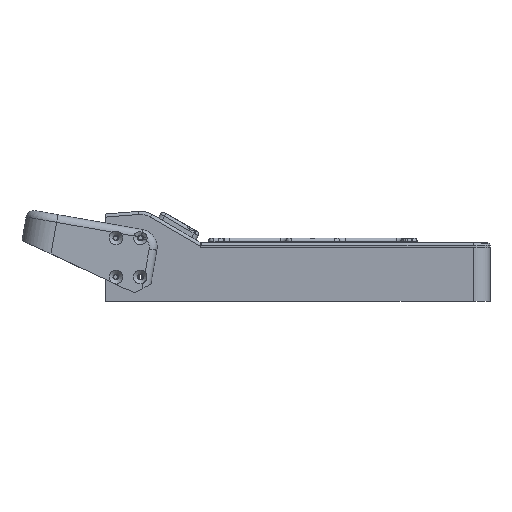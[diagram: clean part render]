
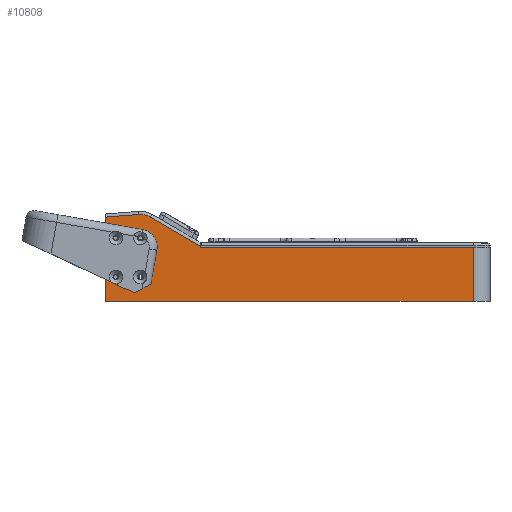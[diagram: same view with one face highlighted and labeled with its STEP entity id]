
A CAD part, left-side view. The second image highlights one B-rep face of the part: STEP entity #10808.
In plain terms, the highlighted planar face has unit normal (-0.996, 0.087, 0).
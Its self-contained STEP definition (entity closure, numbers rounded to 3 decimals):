
#363=FACE_BOUND('',#2164,.T.);
#364=FACE_BOUND('',#2165,.T.);
#365=FACE_BOUND('',#2166,.T.);
#366=FACE_BOUND('',#2167,.T.);
#419=ELLIPSE('',#11836,1.405,1.4);
#420=ELLIPSE('',#11839,1.405,1.4);
#421=ELLIPSE('',#11920,1.405,1.4);
#422=ELLIPSE('',#11924,1.405,1.4);
#432=ELLIPSE('',#11958,13.05,13.);
#640=PLANE('',#11960);
#1430=FACE_OUTER_BOUND('',#2163,.T.);
#2163=EDGE_LOOP('',(#9767,#9768,#9769,#9770,#9771,#9772,#9773,#9774));
#2164=EDGE_LOOP('',(#9775));
#2165=EDGE_LOOP('',(#9776));
#2166=EDGE_LOOP('',(#9777));
#2167=EDGE_LOOP('',(#9778));
#2868=LINE('',#19300,#3698);
#2993=LINE('',#19642,#3823);
#2999=LINE('',#19658,#3829);
#3000=LINE('',#19684,#3830);
#3001=LINE('',#19687,#3831);
#3002=LINE('',#19688,#3832);
#3003=LINE('',#19689,#3833);
#3698=VECTOR('',#14587,10.);
#3823=VECTOR('',#14914,10.);
#3829=VECTOR('',#14930,10.);
#3830=VECTOR('',#14939,10.);
#3831=VECTOR('',#14942,10.);
#3832=VECTOR('',#14943,10.);
#3833=VECTOR('',#14944,10.);
#5310=VERTEX_POINT('',#19249);
#5312=VERTEX_POINT('',#19255);
#5318=VERTEX_POINT('',#19273);
#5331=VERTEX_POINT('',#19298);
#5395=VERTEX_POINT('',#19530);
#5397=VERTEX_POINT('',#19537);
#5426=VERTEX_POINT('',#19639);
#5427=VERTEX_POINT('',#19641);
#5431=VERTEX_POINT('',#19655);
#5432=VERTEX_POINT('',#19657);
#5433=VERTEX_POINT('',#19680);
#5434=VERTEX_POINT('',#19686);
#6734=EDGE_CURVE('',#5310,#5310,#419,.T.);
#6737=EDGE_CURVE('',#5312,#5312,#420,.T.);
#6759=EDGE_CURVE('',#5318,#5331,#2868,.T.);
#6874=EDGE_CURVE('',#5395,#5395,#421,.T.);
#6877=EDGE_CURVE('',#5397,#5397,#422,.T.);
#6921=EDGE_CURVE('',#5427,#5426,#2993,.T.);
#6929=EDGE_CURVE('',#5431,#5432,#2999,.T.);
#6932=EDGE_CURVE('',#5432,#5433,#432,.T.);
#6933=EDGE_CURVE('',#5433,#5426,#3000,.T.);
#6934=EDGE_CURVE('',#5434,#5331,#3001,.T.);
#6935=EDGE_CURVE('',#5427,#5434,#3002,.T.);
#6936=EDGE_CURVE('',#5318,#5431,#3003,.T.);
#9767=ORIENTED_EDGE('',*,*,#6934,.F.);
#9768=ORIENTED_EDGE('',*,*,#6935,.F.);
#9769=ORIENTED_EDGE('',*,*,#6921,.T.);
#9770=ORIENTED_EDGE('',*,*,#6933,.F.);
#9771=ORIENTED_EDGE('',*,*,#6932,.F.);
#9772=ORIENTED_EDGE('',*,*,#6929,.F.);
#9773=ORIENTED_EDGE('',*,*,#6936,.F.);
#9774=ORIENTED_EDGE('',*,*,#6759,.T.);
#9775=ORIENTED_EDGE('',*,*,#6737,.T.);
#9776=ORIENTED_EDGE('',*,*,#6734,.T.);
#9777=ORIENTED_EDGE('',*,*,#6874,.T.);
#9778=ORIENTED_EDGE('',*,*,#6877,.T.);
#10808=ADVANCED_FACE('',(#1430,#363,#364,#365,#366),#640,.F.);
#11836=AXIS2_PLACEMENT_3D('',#19250,#14544,#14545);
#11839=AXIS2_PLACEMENT_3D('',#19256,#14551,#14552);
#11920=AXIS2_PLACEMENT_3D('',#19531,#14824,#14825);
#11924=AXIS2_PLACEMENT_3D('',#19538,#14833,#14834);
#11958=AXIS2_PLACEMENT_3D('',#19682,#14935,#14936);
#11960=AXIS2_PLACEMENT_3D('',#19685,#14940,#14941);
#14544=DIRECTION('center_axis',(0.996,-0.087,0.));
#14545=DIRECTION('ref_axis',(-0.087,-0.996,0.));
#14551=DIRECTION('center_axis',(0.996,-0.087,0.));
#14552=DIRECTION('ref_axis',(-0.087,-0.996,0.));
#14587=DIRECTION('',(-0.087,-0.996,0.));
#14824=DIRECTION('center_axis',(0.996,-0.087,0.));
#14825=DIRECTION('ref_axis',(-0.087,-0.996,0.));
#14833=DIRECTION('center_axis',(0.996,-0.087,0.));
#14834=DIRECTION('ref_axis',(-0.087,-0.996,0.));
#14914=DIRECTION('',(0.,0.,1.));
#14930=DIRECTION('',(-0.087,-0.993,0.076));
#14935=DIRECTION('center_axis',(0.996,-0.087,0.));
#14936=DIRECTION('ref_axis',(-0.087,-0.996,0.));
#14939=DIRECTION('',(-0.076,-0.864,-0.499));
#14940=DIRECTION('center_axis',(0.996,-0.087,0.));
#14941=DIRECTION('ref_axis',(-0.087,-0.996,0.));
#14942=DIRECTION('',(0.,0.,-1.));
#14943=DIRECTION('',(-0.087,-0.996,0.));
#14944=DIRECTION('',(0.,0.,1.));
#19249=CARTESIAN_POINT('',(-163.067,176.4,-25.223));
#19250=CARTESIAN_POINT('Origin',(-163.189,175.,-25.223));
#19255=CARTESIAN_POINT('',(-164.45,160.585,-25.223));
#19256=CARTESIAN_POINT('Origin',(-164.573,159.185,-25.223));
#19273=CARTESIAN_POINT('',(-162.584,181.918,-41.));
#19298=CARTESIAN_POINT('',(-183.41,-56.128,-41.));
#19300=CARTESIAN_POINT('',(-175.643,32.652,-41.));
#19530=CARTESIAN_POINT('',(-163.067,176.4,0.));
#19531=CARTESIAN_POINT('Origin',(-163.189,175.,0.));
#19537=CARTESIAN_POINT('',(-164.45,160.585,0.));
#19538=CARTESIAN_POINT('Origin',(-164.573,159.185,0.));
#19639=CARTESIAN_POINT('',(-168.001,120.,-5.41));
#19641=CARTESIAN_POINT('',(-168.001,120.,-6.));
#19642=CARTESIAN_POINT('',(-168.001,120.,-11.5));
#19655=CARTESIAN_POINT('',(-162.584,181.918,13.549));
#19657=CARTESIAN_POINT('',(-164.478,160.273,15.216));
#19658=CARTESIAN_POINT('',(-169.284,105.339,19.445));
#19680=CARTESIAN_POINT('',(-165.133,152.775,13.512));
#19682=CARTESIAN_POINT('Origin',(-164.565,159.275,2.254));
#19684=CARTESIAN_POINT('',(-174.161,49.587,-46.063));
#19685=CARTESIAN_POINT('Origin',(-175.,40.,0.));
#19686=CARTESIAN_POINT('',(-183.41,-56.128,-6.));
#19687=CARTESIAN_POINT('',(-183.41,-56.128,-11.5));
#19688=CARTESIAN_POINT('',(-180.839,-26.745,-6.));
#19689=CARTESIAN_POINT('',(-162.584,181.918,2.359));
